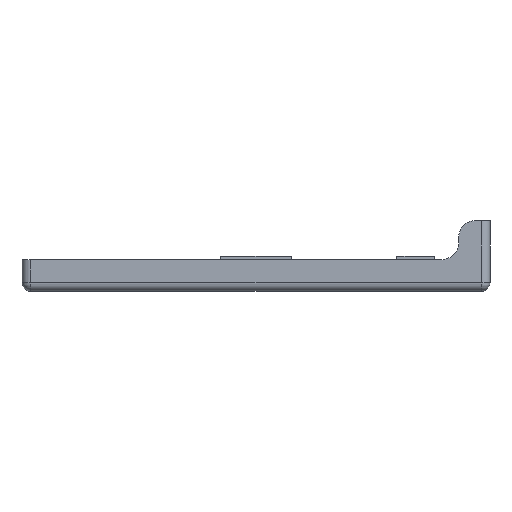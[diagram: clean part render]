
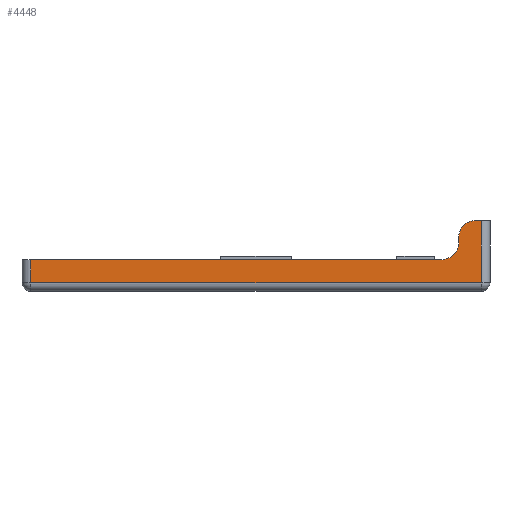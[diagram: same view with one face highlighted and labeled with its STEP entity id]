
A CAD part, left-side view. The second image highlights one B-rep face of the part: STEP entity #4448.
In plain terms, the highlighted planar face has unit normal (-1, 0, 0).
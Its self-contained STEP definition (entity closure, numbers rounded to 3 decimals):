
#187 = CYLINDRICAL_SURFACE('',#188,2.5);
#188 = AXIS2_PLACEMENT_3D('',#189,#190,#191);
#189 = CARTESIAN_POINT('',(-30.05,63.75,0.));
#190 = DIRECTION('',(0.,0.,1.));
#191 = DIRECTION('',(0.,1.,0.));
#215 = PLANE('',#216);
#216 = AXIS2_PLACEMENT_3D('',#217,#218,#219);
#217 = CARTESIAN_POINT('',(-42.45,-52.596,9.));
#218 = DIRECTION('',(0.,0.,1.));
#219 = DIRECTION('',(0.,1.,0.));
#1437 = EDGE_CURVE('',#1438,#1440,#1442,.T.);
#1438 = VERTEX_POINT('',#1439);
#1439 = CARTESIAN_POINT('',(-32.55,-52.596,9.));
#1440 = VERTEX_POINT('',#1441);
#1441 = CARTESIAN_POINT('',(-32.55,63.75,9.));
#1442 = SURFACE_CURVE('',#1443,(#1447,#1454),.PCURVE_S1.);
#1443 = LINE('',#1444,#1445);
#1444 = CARTESIAN_POINT('',(-32.55,-59.423,9.));
#1445 = VECTOR('',#1446,1.);
#1446 = DIRECTION('',(0.,1.,0.));
#1447 = PCURVE('',#215,#1448);
#1448 = DEFINITIONAL_REPRESENTATION('',(#1449),#1453);
#1449 = LINE('',#1450,#1451);
#1450 = CARTESIAN_POINT('',(-6.827,-9.9));
#1451 = VECTOR('',#1452,1.);
#1452 = DIRECTION('',(1.,0.));
#1453 = ( GEOMETRIC_REPRESENTATION_CONTEXT(2) 
PARAMETRIC_REPRESENTATION_CONTEXT() REPRESENTATION_CONTEXT('2D SPACE',''
  ) );
#1454 = PCURVE('',#1455,#1460);
#1455 = PLANE('',#1456);
#1456 = AXIS2_PLACEMENT_3D('',#1457,#1458,#1459);
#1457 = CARTESIAN_POINT('',(-32.55,-66.25,0.));
#1458 = DIRECTION('',(-1.,0.,0.));
#1459 = DIRECTION('',(0.,1.,0.));
#1460 = DEFINITIONAL_REPRESENTATION('',(#1461),#1465);
#1461 = LINE('',#1462,#1463);
#1462 = CARTESIAN_POINT('',(6.827,-9.));
#1463 = VECTOR('',#1464,1.);
#1464 = DIRECTION('',(1.,0.));
#1465 = ( GEOMETRIC_REPRESENTATION_CONTEXT(2) 
PARAMETRIC_REPRESENTATION_CONTEXT() REPRESENTATION_CONTEXT('2D SPACE',''
  ) );
#1483 = CYLINDRICAL_SURFACE('',#1484,4.8);
#1484 = AXIS2_PLACEMENT_3D('',#1485,#1486,#1487);
#1485 = CARTESIAN_POINT('',(-42.45,-52.596,13.8));
#1486 = DIRECTION('',(-1.,-0.,-0.));
#1487 = DIRECTION('',(0.,1.,0.));
#1810 = VERTEX_POINT('',#1811);
#1811 = CARTESIAN_POINT('',(-32.55,63.75,2.5));
#1833 = EDGE_CURVE('',#1810,#1440,#1834,.T.);
#1834 = SURFACE_CURVE('',#1835,(#1839,#1846),.PCURVE_S1.);
#1835 = LINE('',#1836,#1837);
#1836 = CARTESIAN_POINT('',(-32.55,63.75,0.));
#1837 = VECTOR('',#1838,1.);
#1838 = DIRECTION('',(0.,0.,1.));
#1839 = PCURVE('',#187,#1840);
#1840 = DEFINITIONAL_REPRESENTATION('',(#1841),#1845);
#1841 = LINE('',#1842,#1843);
#1842 = CARTESIAN_POINT('',(1.571,0.));
#1843 = VECTOR('',#1844,1.);
#1844 = DIRECTION('',(0.,1.));
#1845 = ( GEOMETRIC_REPRESENTATION_CONTEXT(2) 
PARAMETRIC_REPRESENTATION_CONTEXT() REPRESENTATION_CONTEXT('2D SPACE',''
  ) );
#1846 = PCURVE('',#1455,#1847);
#1847 = DEFINITIONAL_REPRESENTATION('',(#1848),#1852);
#1848 = LINE('',#1849,#1850);
#1849 = CARTESIAN_POINT('',(130.,0.));
#1850 = VECTOR('',#1851,1.);
#1851 = DIRECTION('',(0.,-1.));
#1852 = ( GEOMETRIC_REPRESENTATION_CONTEXT(2) 
PARAMETRIC_REPRESENTATION_CONTEXT() REPRESENTATION_CONTEXT('2D SPACE',''
  ) );
#3768 = CYLINDRICAL_SURFACE('',#3769,2.5);
#3769 = AXIS2_PLACEMENT_3D('',#3770,#3771,#3772);
#3770 = CARTESIAN_POINT('',(-30.05,-66.25,2.5));
#3771 = DIRECTION('',(0.,1.,0.));
#3772 = DIRECTION('',(-1.,0.,0.));
#4448 = ADVANCED_FACE('',(#4449),#1455,.T.);
#4449 = FACE_BOUND('',#4450,.T.);
#4450 = EDGE_LOOP('',(#4451,#4474,#4502,#4530,#4559,#4587,#4609,#4610));
#4451 = ORIENTED_EDGE('',*,*,#4452,.F.);
#4452 = EDGE_CURVE('',#4453,#1810,#4455,.T.);
#4453 = VERTEX_POINT('',#4454);
#4454 = CARTESIAN_POINT('',(-32.55,-63.75,2.5));
#4455 = SURFACE_CURVE('',#4456,(#4460,#4467),.PCURVE_S1.);
#4456 = LINE('',#4457,#4458);
#4457 = CARTESIAN_POINT('',(-32.55,-66.25,2.5));
#4458 = VECTOR('',#4459,1.);
#4459 = DIRECTION('',(0.,1.,0.));
#4460 = PCURVE('',#1455,#4461);
#4461 = DEFINITIONAL_REPRESENTATION('',(#4462),#4466);
#4462 = LINE('',#4463,#4464);
#4463 = CARTESIAN_POINT('',(0.,-2.5));
#4464 = VECTOR('',#4465,1.);
#4465 = DIRECTION('',(1.,0.));
#4466 = ( GEOMETRIC_REPRESENTATION_CONTEXT(2) 
PARAMETRIC_REPRESENTATION_CONTEXT() REPRESENTATION_CONTEXT('2D SPACE',''
  ) );
#4467 = PCURVE('',#3768,#4468);
#4468 = DEFINITIONAL_REPRESENTATION('',(#4469),#4473);
#4469 = LINE('',#4470,#4471);
#4470 = CARTESIAN_POINT('',(-0.,0.));
#4471 = VECTOR('',#4472,1.);
#4472 = DIRECTION('',(-0.,1.));
#4473 = ( GEOMETRIC_REPRESENTATION_CONTEXT(2) 
PARAMETRIC_REPRESENTATION_CONTEXT() REPRESENTATION_CONTEXT('2D SPACE',''
  ) );
#4474 = ORIENTED_EDGE('',*,*,#4475,.T.);
#4475 = EDGE_CURVE('',#4453,#4476,#4478,.T.);
#4476 = VERTEX_POINT('',#4477);
#4477 = CARTESIAN_POINT('',(-32.55,-63.75,20.026));
#4478 = SURFACE_CURVE('',#4479,(#4483,#4490),.PCURVE_S1.);
#4479 = LINE('',#4480,#4481);
#4480 = CARTESIAN_POINT('',(-32.55,-63.75,0.));
#4481 = VECTOR('',#4482,1.);
#4482 = DIRECTION('',(0.,0.,1.));
#4483 = PCURVE('',#1455,#4484);
#4484 = DEFINITIONAL_REPRESENTATION('',(#4485),#4489);
#4485 = LINE('',#4486,#4487);
#4486 = CARTESIAN_POINT('',(2.5,0.));
#4487 = VECTOR('',#4488,1.);
#4488 = DIRECTION('',(0.,-1.));
#4489 = ( GEOMETRIC_REPRESENTATION_CONTEXT(2) 
PARAMETRIC_REPRESENTATION_CONTEXT() REPRESENTATION_CONTEXT('2D SPACE',''
  ) );
#4490 = PCURVE('',#4491,#4496);
#4491 = CYLINDRICAL_SURFACE('',#4492,2.5);
#4492 = AXIS2_PLACEMENT_3D('',#4493,#4494,#4495);
#4493 = CARTESIAN_POINT('',(-30.05,-63.75,0.));
#4494 = DIRECTION('',(0.,0.,1.));
#4495 = DIRECTION('',(-1.,0.,0.));
#4496 = DEFINITIONAL_REPRESENTATION('',(#4497),#4501);
#4497 = LINE('',#4498,#4499);
#4498 = CARTESIAN_POINT('',(0.,0.));
#4499 = VECTOR('',#4500,1.);
#4500 = DIRECTION('',(0.,1.));
#4501 = ( GEOMETRIC_REPRESENTATION_CONTEXT(2) 
PARAMETRIC_REPRESENTATION_CONTEXT() REPRESENTATION_CONTEXT('2D SPACE',''
  ) );
#4502 = ORIENTED_EDGE('',*,*,#4503,.T.);
#4503 = EDGE_CURVE('',#4476,#4504,#4506,.T.);
#4504 = VERTEX_POINT('',#4505);
#4505 = CARTESIAN_POINT('',(-32.55,-62.196,20.026));
#4506 = SURFACE_CURVE('',#4507,(#4511,#4518),.PCURVE_S1.);
#4507 = LINE('',#4508,#4509);
#4508 = CARTESIAN_POINT('',(-32.55,-69.092,20.026));
#4509 = VECTOR('',#4510,1.);
#4510 = DIRECTION('',(0.,1.,0.));
#4511 = PCURVE('',#1455,#4512);
#4512 = DEFINITIONAL_REPRESENTATION('',(#4513),#4517);
#4513 = LINE('',#4514,#4515);
#4514 = CARTESIAN_POINT('',(-2.842,-20.026));
#4515 = VECTOR('',#4516,1.);
#4516 = DIRECTION('',(1.,0.));
#4517 = ( GEOMETRIC_REPRESENTATION_CONTEXT(2) 
PARAMETRIC_REPRESENTATION_CONTEXT() REPRESENTATION_CONTEXT('2D SPACE',''
  ) );
#4518 = PCURVE('',#4519,#4524);
#4519 = PLANE('',#4520);
#4520 = AXIS2_PLACEMENT_3D('',#4521,#4522,#4523);
#4521 = CARTESIAN_POINT('',(-42.45,-71.934,20.026));
#4522 = DIRECTION('',(0.,0.,1.));
#4523 = DIRECTION('',(0.,1.,0.));
#4524 = DEFINITIONAL_REPRESENTATION('',(#4525),#4529);
#4525 = LINE('',#4526,#4527);
#4526 = CARTESIAN_POINT('',(2.842,-9.9));
#4527 = VECTOR('',#4528,1.);
#4528 = DIRECTION('',(1.,0.));
#4529 = ( GEOMETRIC_REPRESENTATION_CONTEXT(2) 
PARAMETRIC_REPRESENTATION_CONTEXT() REPRESENTATION_CONTEXT('2D SPACE',''
  ) );
#4530 = ORIENTED_EDGE('',*,*,#4531,.T.);
#4531 = EDGE_CURVE('',#4504,#4532,#4534,.T.);
#4532 = VERTEX_POINT('',#4533);
#4533 = CARTESIAN_POINT('',(-32.55,-57.396,15.226));
#4534 = SURFACE_CURVE('',#4535,(#4540,#4547),.PCURVE_S1.);
#4535 = CIRCLE('',#4536,4.8);
#4536 = AXIS2_PLACEMENT_3D('',#4537,#4538,#4539);
#4537 = CARTESIAN_POINT('',(-32.55,-62.196,15.226));
#4538 = DIRECTION('',(-1.,0.,0.));
#4539 = DIRECTION('',(0.,1.,0.));
#4540 = PCURVE('',#1455,#4541);
#4541 = DEFINITIONAL_REPRESENTATION('',(#4542),#4546);
#4542 = CIRCLE('',#4543,4.8);
#4543 = AXIS2_PLACEMENT_2D('',#4544,#4545);
#4544 = CARTESIAN_POINT('',(4.054,-15.226));
#4545 = DIRECTION('',(1.,0.));
#4546 = ( GEOMETRIC_REPRESENTATION_CONTEXT(2) 
PARAMETRIC_REPRESENTATION_CONTEXT() REPRESENTATION_CONTEXT('2D SPACE',''
  ) );
#4547 = PCURVE('',#4548,#4553);
#4548 = CYLINDRICAL_SURFACE('',#4549,4.8);
#4549 = AXIS2_PLACEMENT_3D('',#4550,#4551,#4552);
#4550 = CARTESIAN_POINT('',(-42.45,-62.196,15.226));
#4551 = DIRECTION('',(-1.,-0.,-0.));
#4552 = DIRECTION('',(0.,1.,0.));
#4553 = DEFINITIONAL_REPRESENTATION('',(#4554),#4558);
#4554 = LINE('',#4555,#4556);
#4555 = CARTESIAN_POINT('',(-6.283,-9.9));
#4556 = VECTOR('',#4557,1.);
#4557 = DIRECTION('',(1.,-0.));
#4558 = ( GEOMETRIC_REPRESENTATION_CONTEXT(2) 
PARAMETRIC_REPRESENTATION_CONTEXT() REPRESENTATION_CONTEXT('2D SPACE',''
  ) );
#4559 = ORIENTED_EDGE('',*,*,#4560,.T.);
#4560 = EDGE_CURVE('',#4532,#4561,#4563,.T.);
#4561 = VERTEX_POINT('',#4562);
#4562 = CARTESIAN_POINT('',(-32.55,-57.396,13.8));
#4563 = SURFACE_CURVE('',#4564,(#4568,#4575),.PCURVE_S1.);
#4564 = LINE('',#4565,#4566);
#4565 = CARTESIAN_POINT('',(-32.55,-57.396,7.613));
#4566 = VECTOR('',#4567,1.);
#4567 = DIRECTION('',(0.,0.,-1.));
#4568 = PCURVE('',#1455,#4569);
#4569 = DEFINITIONAL_REPRESENTATION('',(#4570),#4574);
#4570 = LINE('',#4571,#4572);
#4571 = CARTESIAN_POINT('',(8.854,-7.613));
#4572 = VECTOR('',#4573,1.);
#4573 = DIRECTION('',(0.,1.));
#4574 = ( GEOMETRIC_REPRESENTATION_CONTEXT(2) 
PARAMETRIC_REPRESENTATION_CONTEXT() REPRESENTATION_CONTEXT('2D SPACE',''
  ) );
#4575 = PCURVE('',#4576,#4581);
#4576 = PLANE('',#4577);
#4577 = AXIS2_PLACEMENT_3D('',#4578,#4579,#4580);
#4578 = CARTESIAN_POINT('',(-42.45,-57.396,15.226));
#4579 = DIRECTION('',(0.,1.,0.));
#4580 = DIRECTION('',(0.,0.,-1.));
#4581 = DEFINITIONAL_REPRESENTATION('',(#4582),#4586);
#4582 = LINE('',#4583,#4584);
#4583 = CARTESIAN_POINT('',(7.613,-9.9));
#4584 = VECTOR('',#4585,1.);
#4585 = DIRECTION('',(1.,0.));
#4586 = ( GEOMETRIC_REPRESENTATION_CONTEXT(2) 
PARAMETRIC_REPRESENTATION_CONTEXT() REPRESENTATION_CONTEXT('2D SPACE',''
  ) );
#4587 = ORIENTED_EDGE('',*,*,#4588,.F.);
#4588 = EDGE_CURVE('',#1438,#4561,#4589,.T.);
#4589 = SURFACE_CURVE('',#4590,(#4595,#4602),.PCURVE_S1.);
#4590 = CIRCLE('',#4591,4.8);
#4591 = AXIS2_PLACEMENT_3D('',#4592,#4593,#4594);
#4592 = CARTESIAN_POINT('',(-32.55,-52.596,13.8));
#4593 = DIRECTION('',(-1.,0.,0.));
#4594 = DIRECTION('',(0.,1.,0.));
#4595 = PCURVE('',#1455,#4596);
#4596 = DEFINITIONAL_REPRESENTATION('',(#4597),#4601);
#4597 = CIRCLE('',#4598,4.8);
#4598 = AXIS2_PLACEMENT_2D('',#4599,#4600);
#4599 = CARTESIAN_POINT('',(13.654,-13.8));
#4600 = DIRECTION('',(1.,0.));
#4601 = ( GEOMETRIC_REPRESENTATION_CONTEXT(2) 
PARAMETRIC_REPRESENTATION_CONTEXT() REPRESENTATION_CONTEXT('2D SPACE',''
  ) );
#4602 = PCURVE('',#1483,#4603);
#4603 = DEFINITIONAL_REPRESENTATION('',(#4604),#4608);
#4604 = LINE('',#4605,#4606);
#4605 = CARTESIAN_POINT('',(-6.283,-9.9));
#4606 = VECTOR('',#4607,1.);
#4607 = DIRECTION('',(1.,-0.));
#4608 = ( GEOMETRIC_REPRESENTATION_CONTEXT(2) 
PARAMETRIC_REPRESENTATION_CONTEXT() REPRESENTATION_CONTEXT('2D SPACE',''
  ) );
#4609 = ORIENTED_EDGE('',*,*,#1437,.T.);
#4610 = ORIENTED_EDGE('',*,*,#1833,.F.);
